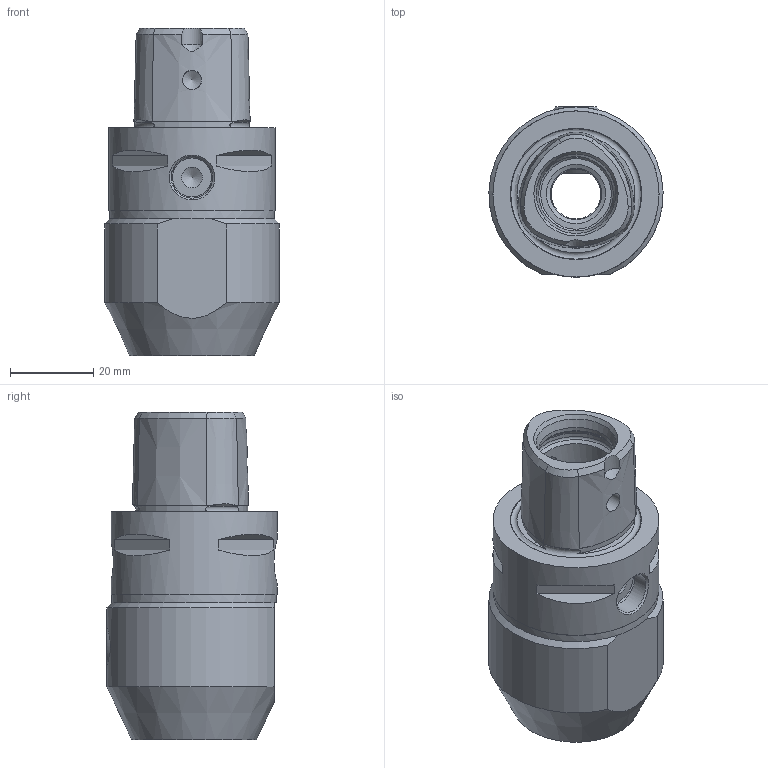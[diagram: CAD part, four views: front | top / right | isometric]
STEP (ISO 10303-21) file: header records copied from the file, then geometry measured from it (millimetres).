
FILE_DESCRIPTION(/* description */ (''),/* implementation_level */ '2;1');
FILE_NAME(/* name */ '04_12_6.stp',/* time_stamp */ '2021-09-30T09:39:21+02:00',/* author */ ('cad'),/* organization */ (''),/* preprocessor_version */ 'ST-DEVELOPER v18.1',/* originating_system */ 'Autodesk Inventor 2021',/* authorisation */ '');
FILE_SCHEMA (('AUTOMOTIVE_DESIGN { 1 0 10303 214 3 1 1 }'));
Length unit declared in the file: inch
Products named in the file (1): 04_12_6_Shrinkwrap_1
Bounding box: 41.97 x 41.03 x 79 mm (x, y, z)
Volume: 68834.9 mm3; surface area: 14847.3 mm2
Topology: 1 solids, 1 shells, 106 faces, 287 edges, 191 vertices
Faces by surface type: cone 35, plane 34, cylinder 33, torus 3, bspline 1
Full cylindrical faces by diameter (mm): 4.6 x2, 5 x1, 9 x1, 10 x1, 12 x1, 12.376 x1, 18 x2, 20 x1, 39.6 x1, 40 x1
Entity records: 4043 total; most frequent: CARTESIAN_POINT 1220, ORIENTED_EDGE 568, DIRECTION 557, EDGE_CURVE 284, AXIS2_PLACEMENT_3D 236, VERTEX_POINT 192, EDGE_LOOP 122, CIRCLE 122
